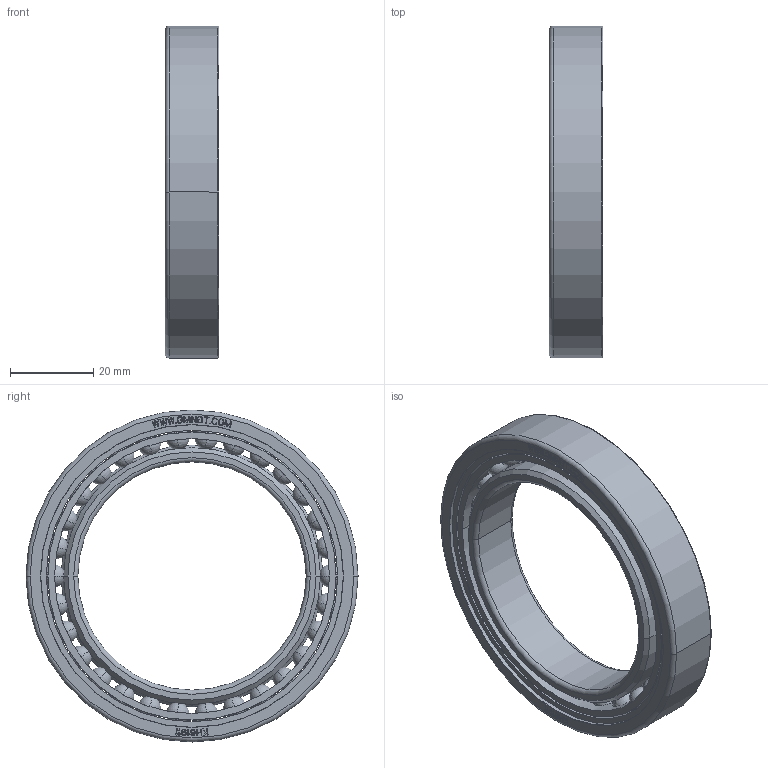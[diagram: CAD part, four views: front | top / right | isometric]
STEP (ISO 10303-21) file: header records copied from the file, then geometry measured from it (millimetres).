
FILE_DESCRIPTION((''),'2;1');
FILE_NAME('KH61911_PRT','2014-11-17T',('sales 4'),(''),'PRO/ENGINEER BY PARAMETRIC TECHNOLOGY CORPORATION, 2013150','PRO/ENGINEER BY PARAMETRIC TECHNOLOGY CORPORATION, 2013150','');
FILE_SCHEMA(('AUTOMOTIVE_DESIGN { 1 0 10303 214 1 1 1 1 }'));
Length unit declared in the file: millimetre
Products named in the file (1): KH61911_PRT
Bounding box: 13.01 x 80 x 80 mm (x, y, z)
Volume: 25997 mm3; surface area: 21520.1 mm2
Topology: 33 solids, 33 shells, 616 faces, 1729 edges, 1082 vertices
Faces by surface type: plane 456, cylinder 78, sphere 60, torus 12, cone 10
Entity records: 31623 total; most frequent: CARTESIAN_POINT 11027, ORIENTED_EDGE 3218, DIRECTION 2849, PRESENTATION_STYLE_ASSIGNMENT 1668, STYLED_ITEM 1642, CURVE_STYLE 1609, EDGE_CURVE 1609, VECTOR 1361
